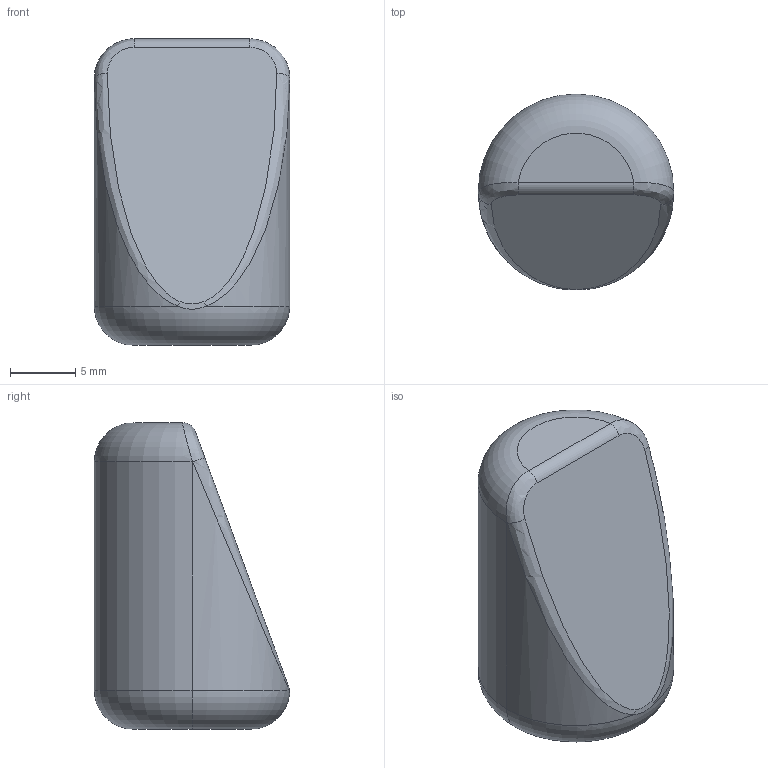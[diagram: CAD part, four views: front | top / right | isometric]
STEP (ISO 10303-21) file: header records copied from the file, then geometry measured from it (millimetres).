
FILE_DESCRIPTION (( 'STEP AP214' ), '1' );
FILE_NAME ('DIP_idx.STEP', '2024-09-26T15:32:26', ( '' ), ( '' ), 'SwSTEP 2.0', 'SolidWorks 2023', '' );
FILE_SCHEMA (( 'AUTOMOTIVE_DESIGN' ));
Length unit declared in the file: millimetre
Products named in the file (1): DIP_idx
Bounding box: 15 x 14.99 x 23.5 mm (x, y, z)
Volume: 3254.2 mm3; surface area: 1212.3 mm2
Topology: 1 solids, 1 shells, 17 faces, 35 edges, 20 vertices
Faces by surface type: torus 5, bspline 5, cylinder 4, plane 3
Entity records: 694 total; most frequent: CARTESIAN_POINT 344, ORIENTED_EDGE 70, DIRECTION 68, EDGE_CURVE 35, AXIS2_PLACEMENT_3D 32, VERTEX_POINT 20, CIRCLE 19, FACE_OUTER_BOUND 17
